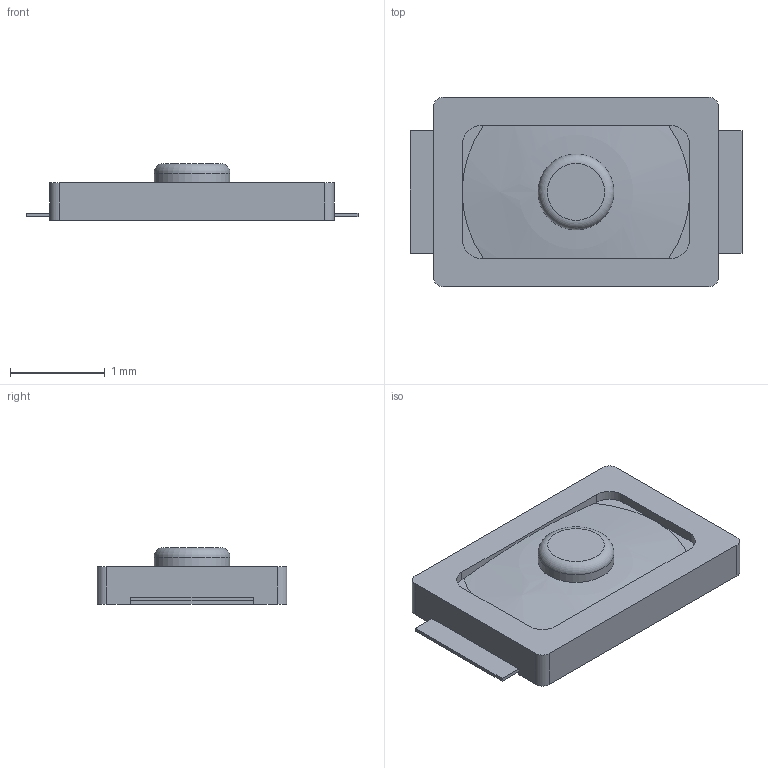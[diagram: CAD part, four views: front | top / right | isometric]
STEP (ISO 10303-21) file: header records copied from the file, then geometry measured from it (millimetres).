
FILE_DESCRIPTION(('FreeCAD Model'),'2;1');
FILE_NAME('SW-PUSH_3x2x0.6H.step','2021-04-21T13:57:42',('kicad StepUp'),( 'ksu MCAD'),'Open CASCADE STEP processor 7.3','FreeCAD','Unknown');
FILE_SCHEMA(('AUTOMOTIVE_DESIGN { 1 0 10303 214 1 1 1 1 }'));
Length unit declared in the file: millimetre
Products named in the file (1): SW-PUSH_3x2x0.6H
Bounding box: 3.5 x 2 x 0.6 mm (x, y, z)
Volume: 2.4 mm3; surface area: 28.8 mm2
Topology: 5 solids, 5 shells, 57 faces, 138 edges, 91 vertices
Faces by surface type: plane 42, cylinder 13, torus 1, sphere 1
Full cylindrical faces by diameter (mm): 0.8 x1
Entity records: 2064 total; most frequent: DIRECTION 289, CARTESIAN_POINT 286, ORIENTED_EDGE 274, EDGE_CURVE 137, LINE 101, VECTOR 101, AXIS2_PLACEMENT_3D 94, VERTEX_POINT 91
